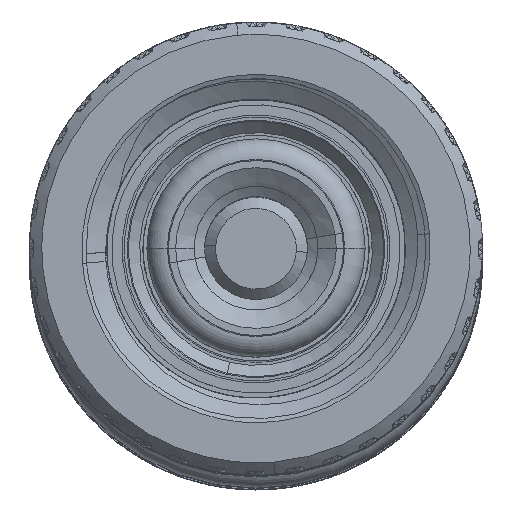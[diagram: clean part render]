
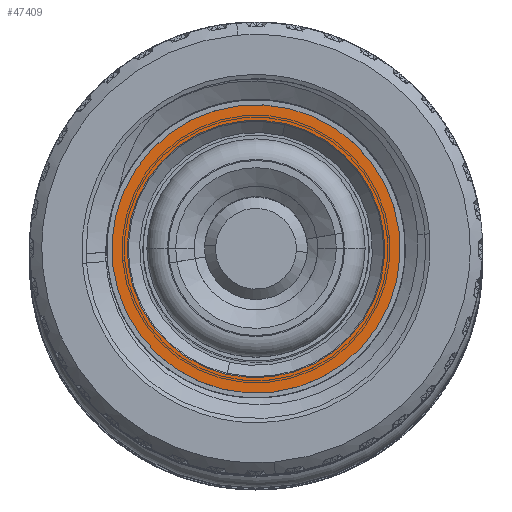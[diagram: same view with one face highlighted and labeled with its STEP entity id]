
A CAD part, top view. The second image highlights one B-rep face of the part: STEP entity #47409.
In plain terms, the highlighted face is planar.
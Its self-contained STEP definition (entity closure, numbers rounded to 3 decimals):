
#617 = ORIENTED_EDGE ( 'NONE', *, *, #42862, .T. ) ;
#5163 = AXIS2_PLACEMENT_3D ( 'NONE', #34010, #6568, #57076 ) ;
#6568 = DIRECTION ( 'NONE',  ( -1., 0., 0. ) ) ;
#7143 = CIRCLE ( 'NONE', #20681, 3.125 ) ;
#7850 = PLANE ( 'NONE',  #28029 ) ;
#8716 = CIRCLE ( 'NONE', #5163, 3.5 ) ;
#10568 = VERTEX_POINT ( 'NONE', #41150 ) ;
#11047 = VERTEX_POINT ( 'NONE', #52361 ) ;
#11721 = CIRCLE ( 'NONE', #15815, 3.125 ) ;
#11806 = DIRECTION ( 'NONE',  ( -1., 0., 0. ) ) ;
#13629 = EDGE_CURVE ( 'NONE', #10568, #11047, #8716, .T. ) ;
#13915 = DIRECTION ( 'NONE',  ( -1., 0., 0. ) ) ;
#14510 = DIRECTION ( 'NONE',  ( 0., 0., 1. ) ) ;
#15815 = AXIS2_PLACEMENT_3D ( 'NONE', #49353, #45090, #53977 ) ;
#16415 = CARTESIAN_POINT ( 'NONE',  ( -9.473, 0., 0. ) ) ;
#16643 = CARTESIAN_POINT ( 'NONE',  ( -9.473, 0., -3.125 ) ) ;
#16869 = FACE_OUTER_BOUND ( 'NONE', #21270, .T. ) ;
#20681 = AXIS2_PLACEMENT_3D ( 'NONE', #56142, #13915, #14510 ) ;
#20964 = AXIS2_PLACEMENT_3D ( 'NONE', #16415, #11806, #30560 ) ;
#21270 = EDGE_LOOP ( 'NONE', ( #42453, #617 ) ) ;
#23799 = VERTEX_POINT ( 'NONE', #34760 ) ;
#28029 = AXIS2_PLACEMENT_3D ( 'NONE', #48886, #57764, #30468 ) ;
#30468 = DIRECTION ( 'NONE',  ( 0., 0., 1. ) ) ;
#30560 = DIRECTION ( 'NONE',  ( 0., 0., 1. ) ) ;
#33301 = VERTEX_POINT ( 'NONE', #16643 ) ;
#34010 = CARTESIAN_POINT ( 'NONE',  ( -9.473, 0., 0. ) ) ;
#34760 = CARTESIAN_POINT ( 'NONE',  ( -9.473, 0., 3.125 ) ) ;
#36700 = EDGE_CURVE ( 'NONE', #23799, #33301, #7143, .T. ) ;
#37974 = CIRCLE ( 'NONE', #20964, 3.5 ) ;
#41013 = EDGE_LOOP ( 'NONE', ( #56018, #49726 ) ) ;
#41150 = CARTESIAN_POINT ( 'NONE',  ( -9.473, 0., 3.5 ) ) ;
#42453 = ORIENTED_EDGE ( 'NONE', *, *, #13629, .T. ) ;
#42862 = EDGE_CURVE ( 'NONE', #11047, #10568, #37974, .T. ) ;
#45090 = DIRECTION ( 'NONE',  ( -1., 0., 0. ) ) ;
#47409 = ADVANCED_FACE ( 'NONE', ( #16869, #51588 ), #7850, .T. ) ;
#48886 = CARTESIAN_POINT ( 'NONE',  ( -9.473, 3.125, 0. ) ) ;
#49353 = CARTESIAN_POINT ( 'NONE',  ( -9.473, 0., 0. ) ) ;
#49726 = ORIENTED_EDGE ( 'NONE', *, *, #56097, .F. ) ;
#51588 = FACE_BOUND ( 'NONE', #41013, .T. ) ;
#52361 = CARTESIAN_POINT ( 'NONE',  ( -9.473, 0., -3.5 ) ) ;
#53977 = DIRECTION ( 'NONE',  ( 0., 0., 1. ) ) ;
#56018 = ORIENTED_EDGE ( 'NONE', *, *, #36700, .F. ) ;
#56097 = EDGE_CURVE ( 'NONE', #33301, #23799, #11721, .T. ) ;
#56142 = CARTESIAN_POINT ( 'NONE',  ( -9.473, 0., 0. ) ) ;
#57076 = DIRECTION ( 'NONE',  ( 0., 0., 1. ) ) ;
#57764 = DIRECTION ( 'NONE',  ( -1., 0., 0. ) ) ;
